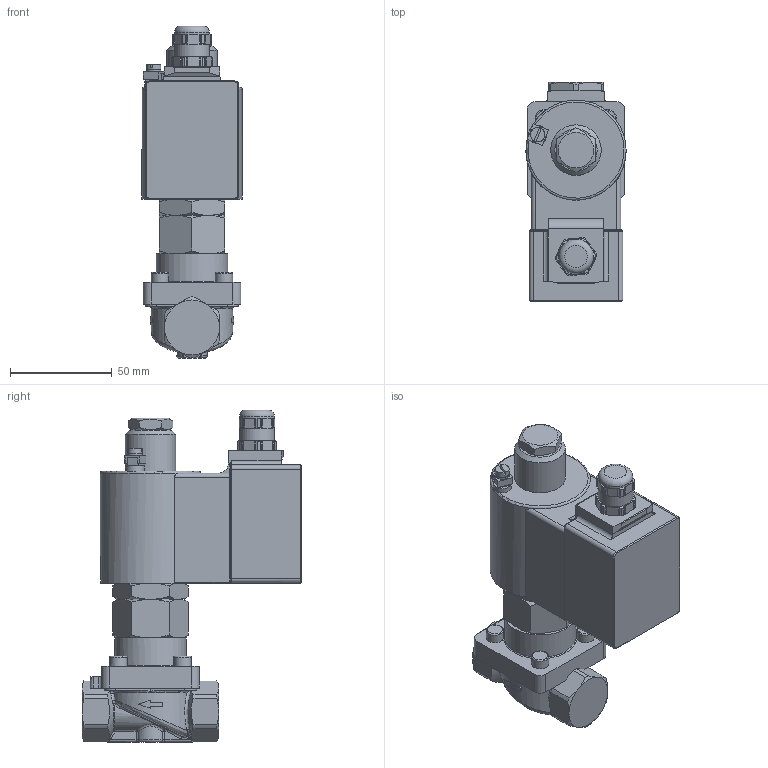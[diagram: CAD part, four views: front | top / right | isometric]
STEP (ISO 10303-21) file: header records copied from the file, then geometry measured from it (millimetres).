
FILE_DESCRIPTION(/* description */ ('3D-Modell'),/* implementation_level */ '2;1');
FILE_NAME(/* name */ '043.004402_E4323-1001-.808-NO.stp',/* time_stamp */ '2018-04-19T10:04:56+02:00',/* author */ ('EFast'),/* organization */ (''),/* preprocessor_version */ 'ST-DEVELOPER v16.1',/* originating_system */ 'Autodesk Inventor 2016',/* authorisation */ '');
FILE_SCHEMA (('AUTOMOTIVE_DESIGN { 1 0 10303 214 3 1 1 }'));
Length unit declared in the file: millimetre
Products named in the file (1): 87-015124
Bounding box: 49.18 x 107.85 x 163.1 mm (x, y, z)
Volume: 370666.6 mm3; surface area: 46276.2 mm2
Topology: 1 solids, 1 shells, 446 faces, 1123 edges, 688 vertices
Faces by surface type: plane 171, cylinder 121, cone 77, bspline 46, torus 25, sphere 6
Full cylindrical faces by diameter (mm): 7 x1, 7.1 x1, 8.5 x4, 9 x1, 17 x2, 24.8 x1, 35 x1
Entity records: 15441 total; most frequent: CARTESIAN_POINT 5807, ORIENTED_EDGE 2164, DIRECTION 1837, EDGE_CURVE 1082, AXIS2_PLACEMENT_3D 728, VERTEX_POINT 676, EDGE_LOOP 484, FACE_OUTER_BOUND 446
